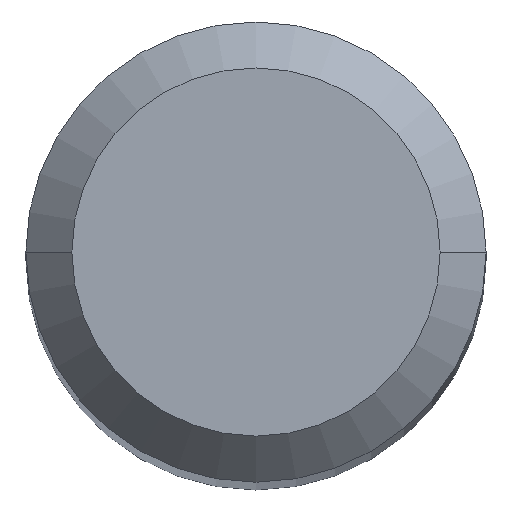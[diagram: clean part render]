
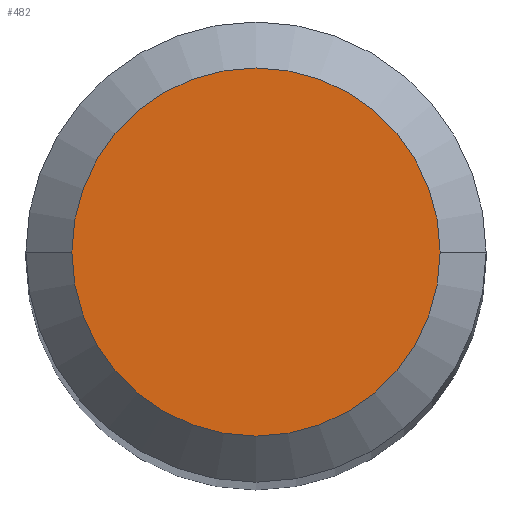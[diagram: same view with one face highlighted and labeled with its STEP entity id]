
A CAD part, top view. The second image highlights one B-rep face of the part: STEP entity #482.
In plain terms, the highlighted planar face has unit normal (0, 0, 1).
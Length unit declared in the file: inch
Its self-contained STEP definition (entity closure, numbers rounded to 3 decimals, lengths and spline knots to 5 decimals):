
#2 = ORIENTED_EDGE ( 'NONE', *, *, #43, .T. ) ;
#7 = CARTESIAN_POINT ( 'NONE',  ( 0., 0., 0. ) ) ;
#18 = DIRECTION ( 'NONE',  ( 0., 0., 1. ) ) ;
#21 = DIRECTION ( 'NONE',  ( 1., 0., 0. ) ) ;
#32 = CIRCLE ( 'NONE', #354, 0.04724 ) ;
#36 = VERTEX_POINT ( 'NONE', #164 ) ;
#43 = EDGE_CURVE ( 'NONE', #64, #36, #32, .T. ) ;
#64 = VERTEX_POINT ( 'NONE', #471 ) ;
#116 = EDGE_LOOP ( 'NONE', ( #156, #2 ) ) ;
#127 = PLANE ( 'NONE',  #400 ) ;
#141 = EDGE_CURVE ( 'NONE', #36, #64, #372, .T. ) ;
#156 = ORIENTED_EDGE ( 'NONE', *, *, #141, .T. ) ;
#164 = CARTESIAN_POINT ( 'NONE',  ( -0.04724, 0., 0. ) ) ;
#239 = DIRECTION ( 'NONE',  ( 1., 0., 0. ) ) ;
#240 = AXIS2_PLACEMENT_3D ( 'NONE', #327, #18, #21 ) ;
#312 = DIRECTION ( 'NONE',  ( -1., 0., 0. ) ) ;
#318 = FACE_OUTER_BOUND ( 'NONE', #116, .T. ) ;
#320 = CARTESIAN_POINT ( 'NONE',  ( 0., 0., 0. ) ) ;
#327 = CARTESIAN_POINT ( 'NONE',  ( 0., 0., 0. ) ) ;
#354 = AXIS2_PLACEMENT_3D ( 'NONE', #320, #355, #239 ) ;
#355 = DIRECTION ( 'NONE',  ( 0., 0., 1. ) ) ;
#372 = CIRCLE ( 'NONE', #240, 0.04724 ) ;
#392 = DIRECTION ( 'NONE',  ( 0., 0., -1. ) ) ;
#400 = AXIS2_PLACEMENT_3D ( 'NONE', #7, #392, #312 ) ;
#471 = CARTESIAN_POINT ( 'NONE',  ( 0.04724, 0., 0. ) ) ;
#482 = ADVANCED_FACE ( 'NONE', ( #318 ), #127, .F. ) ;
